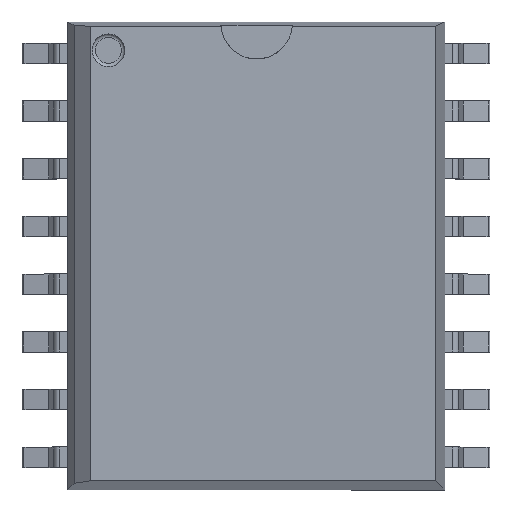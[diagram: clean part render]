
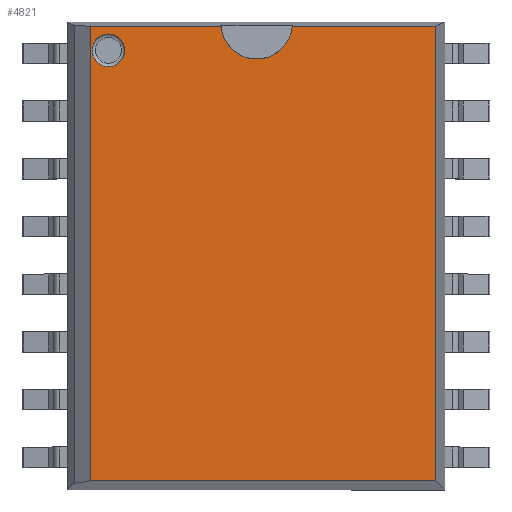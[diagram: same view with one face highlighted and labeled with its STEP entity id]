
A CAD part, top view. The second image highlights one B-rep face of the part: STEP entity #4821.
In plain terms, the highlighted planar face has unit normal (0, 0, 1).
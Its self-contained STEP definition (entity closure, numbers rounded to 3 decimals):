
#156=FACE_BOUND('',#637,.T.);
#157=CIRCLE('',#5133,0.789);
#158=CIRCLE('',#5134,0.361);
#356=FACE_OUTER_BOUND('',#636,.T.);
#636=EDGE_LOOP('',(#3187,#3188,#3189,#3190,#3191,#3192));
#637=EDGE_LOOP('',(#3193));
#919=LINE('',#7116,#1447);
#920=LINE('',#7119,#1448);
#921=LINE('',#7121,#1449);
#922=LINE('',#7123,#1450);
#923=LINE('',#7126,#1451);
#1447=VECTOR('',#5621,10.);
#1448=VECTOR('',#5624,10.);
#1449=VECTOR('',#5625,10.);
#1450=VECTOR('',#5626,10.);
#1451=VECTOR('',#5629,10.);
#1972=VERTEX_POINT('',#7109);
#1975=VERTEX_POINT('',#7114);
#1976=VERTEX_POINT('',#7118);
#1977=VERTEX_POINT('',#7120);
#1978=VERTEX_POINT('',#7122);
#1979=VERTEX_POINT('',#7124);
#1980=VERTEX_POINT('',#7127);
#2458=EDGE_CURVE('',#1975,#1972,#919,.T.);
#2459=EDGE_CURVE('',#1976,#1975,#920,.T.);
#2460=EDGE_CURVE('',#1977,#1976,#921,.T.);
#2461=EDGE_CURVE('',#1978,#1977,#922,.T.);
#2462=EDGE_CURVE('',#1978,#1979,#157,.T.);
#2463=EDGE_CURVE('',#1972,#1979,#923,.T.);
#2464=EDGE_CURVE('',#1980,#1980,#158,.T.);
#3187=ORIENTED_EDGE('',*,*,#2458,.F.);
#3188=ORIENTED_EDGE('',*,*,#2459,.F.);
#3189=ORIENTED_EDGE('',*,*,#2460,.F.);
#3190=ORIENTED_EDGE('',*,*,#2461,.F.);
#3191=ORIENTED_EDGE('',*,*,#2462,.T.);
#3192=ORIENTED_EDGE('',*,*,#2463,.F.);
#3193=ORIENTED_EDGE('',*,*,#2464,.T.);
#4640=PLANE('',#5132);
#4821=ADVANCED_FACE('',(#356,#156),#4640,.T.);
#5132=AXIS2_PLACEMENT_3D('',#7117,#5622,#5623);
#5133=AXIS2_PLACEMENT_3D('',#7125,#5627,#5628);
#5134=AXIS2_PLACEMENT_3D('',#7128,#5630,#5631);
#5621=DIRECTION('',(0.,1.,0.));
#5622=DIRECTION('center_axis',(0.,0.,
1.));
#5623=DIRECTION('ref_axis',(1.,0.,0.));
#5624=DIRECTION('',(-1.,0.,0.));
#5625=DIRECTION('',(0.,-1.,0.));
#5626=DIRECTION('',(1.,0.,0.));
#5627=DIRECTION('center_axis',(0.,0.,
-1.));
#5628=DIRECTION('ref_axis',(-1.,0.,0.));
#5629=DIRECTION('',(1.,0.,0.));
#5630=DIRECTION('center_axis',(0.,0.,
-1.));
#5631=DIRECTION('ref_axis',(-1.,0.,0.));
#7109=CARTESIAN_POINT('',(-3.8,5.075,2.7));
#7114=CARTESIAN_POINT('',(-3.8,-4.925,2.7));
#7116=CARTESIAN_POINT('',(-3.8,-3.325,2.7));
#7117=CARTESIAN_POINT('Origin',(-0.35,-3.325,2.7));
#7118=CARTESIAN_POINT('',(3.8,-4.925,2.7));
#7119=CARTESIAN_POINT('',(-2.325,-4.925,2.7));
#7120=CARTESIAN_POINT('',(3.8,5.075,2.7));
#7121=CARTESIAN_POINT('',(3.8,-3.325,2.7));
#7122=CARTESIAN_POINT('',(0.648,5.075,2.7));
#7123=CARTESIAN_POINT('',(-0.35,5.075,2.7));
#7124=CARTESIAN_POINT('',(-0.923,5.075,2.7));
#7125=CARTESIAN_POINT('Origin',(-0.138,5.146,2.7));
#7126=CARTESIAN_POINT('',(-0.35,5.075,2.7));
#7127=CARTESIAN_POINT('',(-3.039,4.55,2.7));
#7128=CARTESIAN_POINT('Origin',(-3.4,4.55,2.7));
